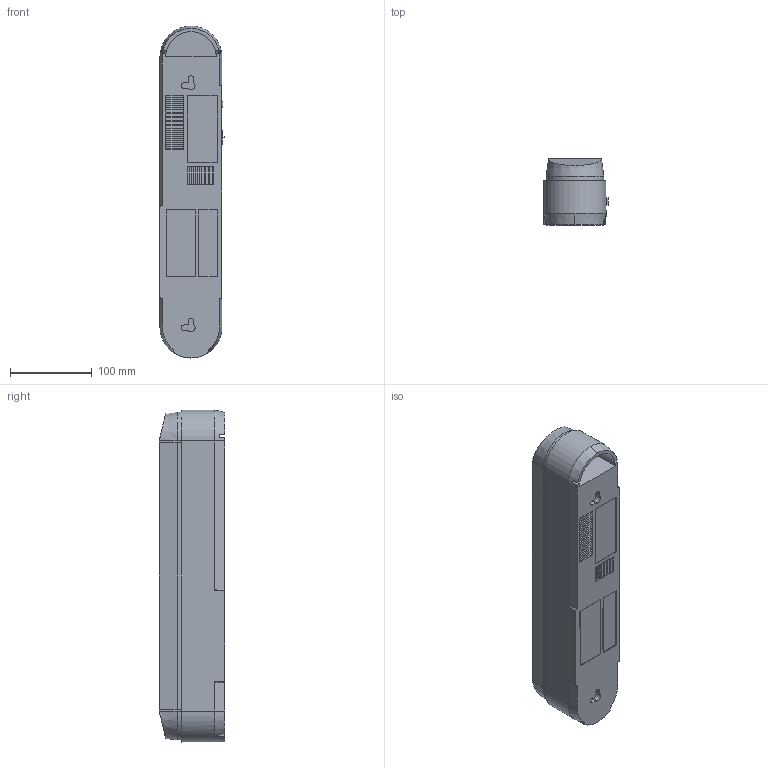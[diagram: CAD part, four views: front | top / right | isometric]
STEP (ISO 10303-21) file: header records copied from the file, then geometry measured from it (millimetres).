
FILE_DESCRIPTION (( 'STEP AP214' ), '1' );
FILE_NAME ('LLBA0-3923-2-08-K01 Ñâåòèëüíèê ËÁÀ 3923, àêêóìóëÿòîð, 3 ÷, 2õ8Âò, T5G5 ÈÝÊ.STEP', '2017-09-12T13:35:55', ( '' ), ( '' ), 'SwSTEP 2.0', 'SolidWorks 2014', '' );
FILE_SCHEMA (( 'AUTOMOTIVE_DESIGN' ));
Length unit declared in the file: millimetre
Products named in the file (1): LLBA0-3923-2-08-K01 Ñâåòèëüíèê ËÁÀ 3923, àêêóìóëÿòîð, 3 ÷, 2õ8Âò, T5G5 ÈÝÊ
Bounding box: 78.5 x 80.5 x 407 mm (x, y, z)
Volume: 1834381.5 mm3; surface area: 248820.8 mm2
Topology: 2 solids, 4 shells, 517 faces, 1395 edges, 919 vertices
Faces by surface type: plane 386, cylinder 97, bspline 15, torus 12, cone 7
Entity records: 16648 total; most frequent: CARTESIAN_POINT 3597, ORIENTED_EDGE 2790, DIRECTION 2573, EDGE_CURVE 1395, LINE 1065, VECTOR 1065, VERTEX_POINT 919, AXIS2_PLACEMENT_3D 754
